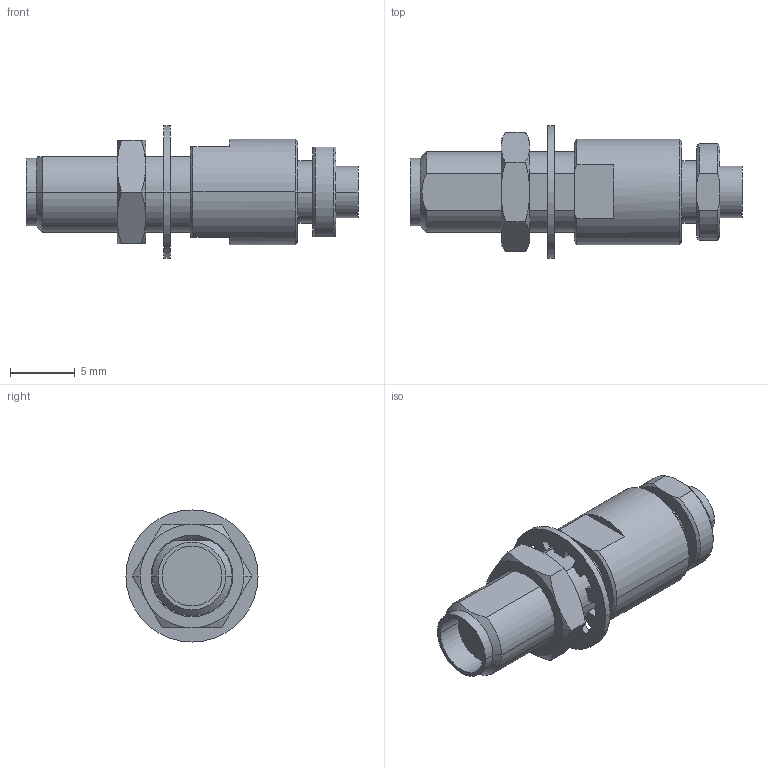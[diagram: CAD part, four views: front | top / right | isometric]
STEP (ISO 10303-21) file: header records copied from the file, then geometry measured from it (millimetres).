
FILE_DESCRIPTION (( 'STEP AP214' ), '1' );
FILE_NAME ('FMCN5330_3D.step', '2025-02-17T17:23:18', ( '' ), ( '' ), 'SwSTEP 2.0', 'SolidWorks 2022', '' );
FILE_SCHEMA (( 'AUTOMOTIVE_DESIGN' ));
Length unit declared in the file: inch
Products named in the file (5): PC35-8205S-0085^upload_pc35-8205s-0085(2)_FMCN5330; SMA8500S-4^upload_pc35-8205s-0085(2)_FMCN5330; FMCN5330_3D; SMA8500S-5^upload_pc35-8205s-0085(2)_FMCN5330; upload_pc35-8205s-0085(2)^FMCN5330
Assembly tree (4 placements, depth 3):
  FMCN5330_3D
    upload_pc35-8205s-0085(2)^FMCN5330
      PC35-8205S-0085^upload_pc35-8205s-0085(2)_FMCN5330
      SMA8500S-4^upload_pc35-8205s-0085(2)_FMCN5330
      SMA8500S-5^upload_pc35-8205s-0085(2)_FMCN5330
Bounding box: 25.65 x 10.2 x 10.2 mm (x, y, z)
Volume: 958.6 mm3; surface area: 967.3 mm2
Topology: 3 solids, 3 shells, 118 faces, 295 edges, 188 vertices
Faces by surface type: plane 44, cylinder 41, cone 17, sphere 16
Entity records: 3824 total; most frequent: CARTESIAN_POINT 690, DIRECTION 682, ORIENTED_EDGE 590, EDGE_CURVE 295, AXIS2_PLACEMENT_3D 274, VERTEX_POINT 188, CIRCLE 148, VECTOR 134
